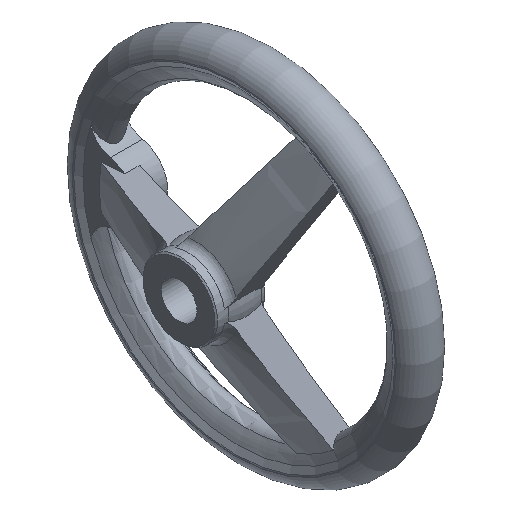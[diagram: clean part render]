
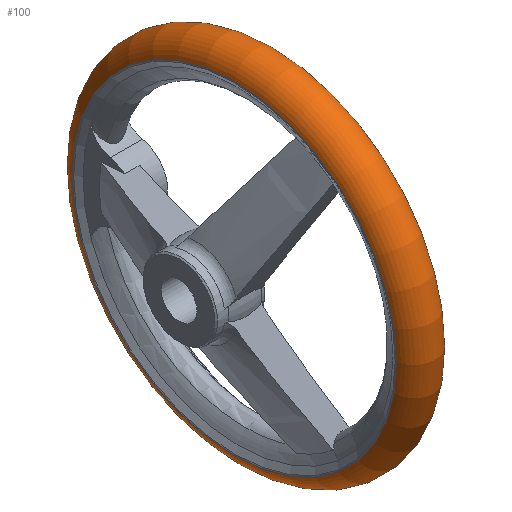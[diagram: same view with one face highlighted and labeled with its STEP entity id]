
A CAD part, isometric view. The second image highlights one B-rep face of the part: STEP entity #100.
In plain terms, the highlighted toroidal (fillet/blend) face has major radius 61.3 mm and minor radius 8.7 mm.
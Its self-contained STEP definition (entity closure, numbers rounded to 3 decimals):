
#100 = ADVANCED_FACE( '', ( #186, #187, #188 ), #189, .T. );
#186 = FACE_BOUND( '', #307, .T. );
#187 = FACE_OUTER_BOUND( '', #308, .T. );
#188 = FACE_OUTER_BOUND( '', #309, .T. );
#189 = TOROIDAL_SURFACE( '', #310, 61.3, 8.7 );
#307 = VERTEX_LOOP( '', #667 );
#308 = EDGE_LOOP( '', ( #668 ) );
#309 = EDGE_LOOP( '', ( #669 ) );
#310 = AXIS2_PLACEMENT_3D( '', #670, #671, #672 );
#667 = VERTEX_POINT( '', #993 );
#668 = ORIENTED_EDGE( '', *, *, #994, .T. );
#669 = ORIENTED_EDGE( '', *, *, #995, .F. );
#670 = CARTESIAN_POINT( '', ( 30., 0., 0. ) );
#671 = DIRECTION( '', ( 1., 0., 0. ) );
#672 = DIRECTION( '', ( 0., 0., -1. ) );
#993 = CARTESIAN_POINT( '', ( 30., 0., -70. ) );
#994 = EDGE_CURVE( '', #1226, #1226, #1227, .T. );
#995 = EDGE_CURVE( '', #1228, #1228, #1229, .T. );
#1226 = VERTEX_POINT( '', #1971 );
#1227 = CIRCLE( '', #1972, 63.263 );
#1228 = VERTEX_POINT( '', #1973 );
#1229 = CIRCLE( '', #1974, 63.263 );
#1971 = CARTESIAN_POINT( '', ( 21.524, 0., -63.263 ) );
#1972 = AXIS2_PLACEMENT_3D( '', #2263, #2264, #2265 );
#1973 = CARTESIAN_POINT( '', ( 38.476, 0., -63.263 ) );
#1974 = AXIS2_PLACEMENT_3D( '', #2266, #2267, #2268 );
#2263 = CARTESIAN_POINT( '', ( 21.524, 0., 0. ) );
#2264 = DIRECTION( '', ( 1., 0., 0. ) );
#2265 = DIRECTION( '', ( 0., 0., -1. ) );
#2266 = CARTESIAN_POINT( '', ( 38.476, 0., 0. ) );
#2267 = DIRECTION( '', ( 1., 0., 0. ) );
#2268 = DIRECTION( '', ( 0., 0., -1. ) );
